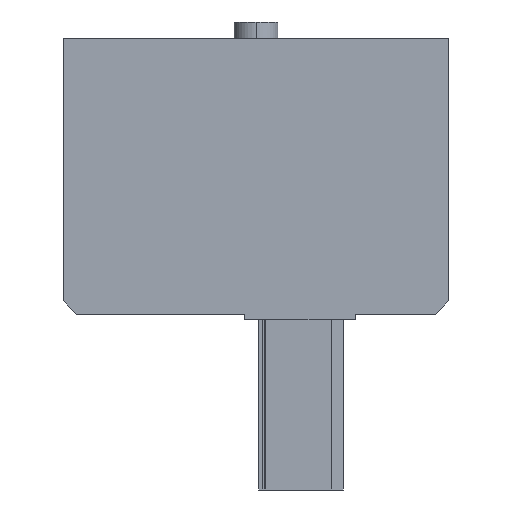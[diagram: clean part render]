
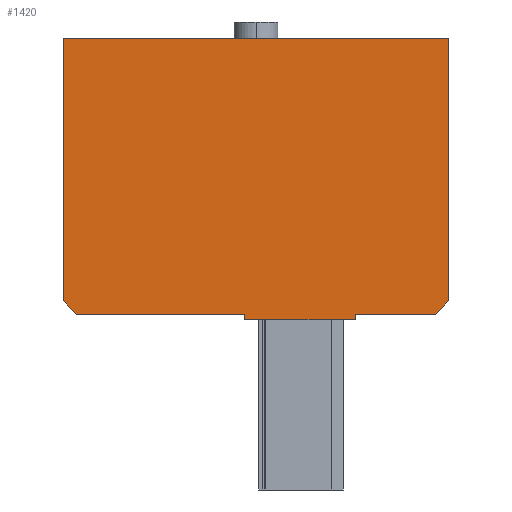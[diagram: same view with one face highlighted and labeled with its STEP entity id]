
A CAD part, left-side view. The second image highlights one B-rep face of the part: STEP entity #1420.
In plain terms, the highlighted planar face has unit normal (-1, 0, 0).
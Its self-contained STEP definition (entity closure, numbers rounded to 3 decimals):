
#1352=AXIS2_PLACEMENT_3D('Plane Axis2P3D',#1349,#1350,#1351) ;
#144=CARTESIAN_POINT('Vertex',(0.,35.05,41.05)) ;
#147=CARTESIAN_POINT('Line Origine',(0.,17.525,41.05)) ;
#151=CARTESIAN_POINT('Vertex',(0.,0.,41.05)) ;
#925=CARTESIAN_POINT('Vertex',(0.,35.05,17.2)) ;
#928=CARTESIAN_POINT('Line Origine',(0.,35.05,29.125)) ;
#1349=CARTESIAN_POINT('Axis2P3D Location',(0.,0.,0.)) ;
#1354=CARTESIAN_POINT('Line Origine',(0.,0.,29.125)) ;
#1358=CARTESIAN_POINT('Vertex',(0.,0.,17.2)) ;
#1361=CARTESIAN_POINT('Line Origine',(0.,34.45,16.6)) ;
#1365=CARTESIAN_POINT('Vertex',(0.,33.85,16.)) ;
#1368=CARTESIAN_POINT('Line Origine',(0.,26.2,16.)) ;
#1372=CARTESIAN_POINT('Vertex',(0.,18.55,16.)) ;
#1375=CARTESIAN_POINT('Line Origine',(0.,18.55,15.75)) ;
#1379=CARTESIAN_POINT('Vertex',(0.,18.55,15.5)) ;
#1382=CARTESIAN_POINT('Line Origine',(0.,13.525,15.5)) ;
#1386=CARTESIAN_POINT('Vertex',(0.,8.5,15.5)) ;
#1389=CARTESIAN_POINT('Line Origine',(0.,8.5,15.75)) ;
#1393=CARTESIAN_POINT('Vertex',(0.,8.5,16.)) ;
#1396=CARTESIAN_POINT('Line Origine',(0.,4.85,16.)) ;
#1400=CARTESIAN_POINT('Vertex',(0.,1.2,16.)) ;
#1403=CARTESIAN_POINT('Line Origine',(0.,0.6,16.6)) ;
#148=DIRECTION('Vector Direction',(0.,1.,0.)) ;
#929=DIRECTION('Vector Direction',(0.,0.,-1.)) ;
#1350=DIRECTION('Axis2P3D Direction',(-1.,0.,0.)) ;
#1351=DIRECTION('Axis2P3D XDirection',(0.,0.,1.)) ;
#1355=DIRECTION('Vector Direction',(0.,0.,1.)) ;
#1362=DIRECTION('Vector Direction',(0.,-0.707,-0.707)) ;
#1369=DIRECTION('Vector Direction',(0.,-1.,0.)) ;
#1376=DIRECTION('Vector Direction',(0.,0.,-1.)) ;
#1383=DIRECTION('Vector Direction',(0.,-1.,0.)) ;
#1390=DIRECTION('Vector Direction',(0.,0.,-1.)) ;
#1397=DIRECTION('Vector Direction',(0.,-1.,0.)) ;
#1404=DIRECTION('Vector Direction',(0.,-0.707,0.707)) ;
#149=VECTOR('Line Direction',#148,1.) ;
#930=VECTOR('Line Direction',#929,1.) ;
#1356=VECTOR('Line Direction',#1355,1.) ;
#1363=VECTOR('Line Direction',#1362,1.) ;
#1370=VECTOR('Line Direction',#1369,1.) ;
#1377=VECTOR('Line Direction',#1376,1.) ;
#1384=VECTOR('Line Direction',#1383,1.) ;
#1391=VECTOR('Line Direction',#1390,1.) ;
#1398=VECTOR('Line Direction',#1397,1.) ;
#1405=VECTOR('Line Direction',#1404,1.) ;
#1409=ORIENTED_EDGE('',*,*,#1360,.T.) ;
#1410=ORIENTED_EDGE('',*,*,#153,.T.) ;
#1411=ORIENTED_EDGE('',*,*,#932,.T.) ;
#1412=ORIENTED_EDGE('',*,*,#1367,.T.) ;
#1413=ORIENTED_EDGE('',*,*,#1374,.T.) ;
#1414=ORIENTED_EDGE('',*,*,#1381,.T.) ;
#1415=ORIENTED_EDGE('',*,*,#1388,.T.) ;
#1416=ORIENTED_EDGE('',*,*,#1395,.T.) ;
#1417=ORIENTED_EDGE('',*,*,#1402,.T.) ;
#1418=ORIENTED_EDGE('',*,*,#1407,.T.) ;
#1420=ADVANCED_FACE('HOUSING',(#1419),#1353,.T.) ;
#153=EDGE_CURVE('',#152,#145,#150,.T.) ;
#932=EDGE_CURVE('',#145,#926,#931,.T.) ;
#1360=EDGE_CURVE('',#1359,#152,#1357,.T.) ;
#1367=EDGE_CURVE('',#926,#1366,#1364,.T.) ;
#1374=EDGE_CURVE('',#1366,#1373,#1371,.T.) ;
#1381=EDGE_CURVE('',#1373,#1380,#1378,.T.) ;
#1388=EDGE_CURVE('',#1380,#1387,#1385,.T.) ;
#1395=EDGE_CURVE('',#1387,#1394,#1392,.F.) ;
#1402=EDGE_CURVE('',#1394,#1401,#1399,.T.) ;
#1407=EDGE_CURVE('',#1401,#1359,#1406,.T.) ;
#1408=EDGE_LOOP('',(#1409,#1410,#1411,#1412,#1413,#1414,#1415,#1416,#1417,#1418)) ;
#1419=FACE_OUTER_BOUND('',#1408,.T.) ;
#150=LINE('Line',#147,#149) ;
#931=LINE('Line',#928,#930) ;
#1357=LINE('Line',#1354,#1356) ;
#1364=LINE('Line',#1361,#1363) ;
#1371=LINE('Line',#1368,#1370) ;
#1378=LINE('Line',#1375,#1377) ;
#1385=LINE('Line',#1382,#1384) ;
#1392=LINE('Line',#1389,#1391) ;
#1399=LINE('Line',#1396,#1398) ;
#1406=LINE('Line',#1403,#1405) ;
#1353=PLANE('',#1352) ;
#145=VERTEX_POINT('',#144) ;
#152=VERTEX_POINT('',#151) ;
#926=VERTEX_POINT('',#925) ;
#1359=VERTEX_POINT('',#1358) ;
#1366=VERTEX_POINT('',#1365) ;
#1373=VERTEX_POINT('',#1372) ;
#1380=VERTEX_POINT('',#1379) ;
#1387=VERTEX_POINT('',#1386) ;
#1394=VERTEX_POINT('',#1393) ;
#1401=VERTEX_POINT('',#1400) ;
